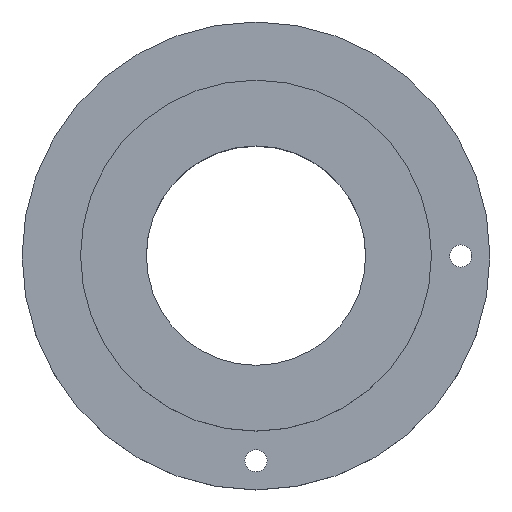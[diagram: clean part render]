
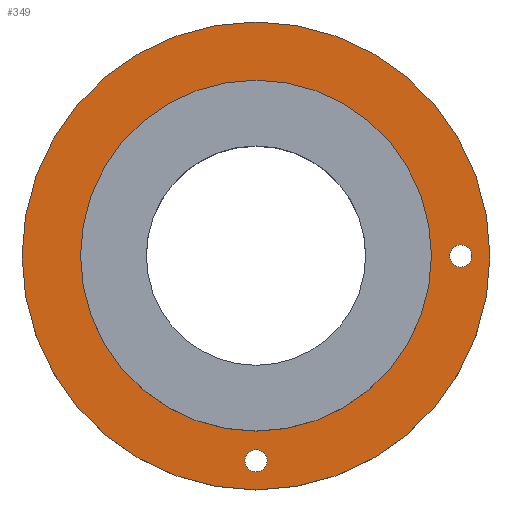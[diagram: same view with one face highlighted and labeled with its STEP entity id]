
A CAD part, top view. The second image highlights one B-rep face of the part: STEP entity #349.
In plain terms, the highlighted planar face has unit normal (0, 0, 1).
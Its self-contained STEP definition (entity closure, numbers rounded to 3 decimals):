
#142=CARTESIAN_POINT('POINT11',(0.19,-3.5,-1.195));
#143=VERTEX_POINT('VERTEX11',#142);
#152=CARTESIAN_POINT('POINT13',(-0.19,-3.5,-1.195));
#153=VERTEX_POINT('VERTEX13',#152);
#154=CARTESIAN_POINT('POS15',(0.,-3.5,-1.195));
#155=DIRECTION('DIR24',(0.,0.,-1.));
#156=DIRECTION('DIR25',(-1.,0.,0.));
#157=AXIS2_PLACEMENT_3D('AXIS10',#154,#155,#156);
#158=CIRCLE('ELLIPSE6',#157,0.19);
#159=EDGE_CURVE('EDGE16',#153,#143,#158,.T.);
#188=EDGE_CURVE('EDGE20',#143,#153,#158,.T.);
#193=CARTESIAN_POINT('POINT15',(2.,0.,-1.195));
#194=VERTEX_POINT('VERTEX15',#193);
#201=CARTESIAN_POINT('POINT16',(-2.,0.,
   -1.195));
#202=VERTEX_POINT('VERTEX16',#201);
#203=CARTESIAN_POINT('POS20',(0.,0.,-1.195));
#204=DIRECTION('DIR32',(0.,0.,-1.));
#205=DIRECTION('DIR33',(-1.,0.,0.));
#206=AXIS2_PLACEMENT_3D('AXIS13',#203,#204,#205);
#207=CIRCLE('ELLIPSE8',#206,2.);
#208=EDGE_CURVE('EDGE22',#202,#194,#207,.T.);
#228=EDGE_CURVE('EDGE24',#194,#202,#207,.T.);
#233=CARTESIAN_POINT('POINT17',(4.,0.,-1.195));
#234=VERTEX_POINT('VERTEX17',#233);
#243=CARTESIAN_POINT('POINT19',(-4.,0.,
   -1.195));
#244=VERTEX_POINT('VERTEX19',#243);
#245=CARTESIAN_POINT('POS24',(0.,0.,-1.195));
#246=DIRECTION('DIR38',(0.,0.,1.));
#247=DIRECTION('DIR39',(-1.,0.,0.));
#248=AXIS2_PLACEMENT_3D('AXIS15',#245,#246,#247);
#249=CIRCLE('ELLIPSE9',#248,4.);
#250=EDGE_CURVE('EDGE26',#244,#234,#249,.T.);
#279=EDGE_CURVE('EDGE30',#234,#244,#249,.T.);
#317=ORIENTED_EDGE('COEDGE57',*,*,#279,.T.);
#318=ORIENTED_EDGE('COEDGE58',*,*,#250,.T.);
#319=EDGE_LOOP('NONE',(#317,#318));
#320=FACE_BOUND('LOOP1',#319,.T.);
#321=ORIENTED_EDGE('COEDGE59',*,*,#228,.T.);
#322=ORIENTED_EDGE('COEDGE60',*,*,#208,.T.);
#323=EDGE_LOOP('NONE',(#321,#322));
#324=FACE_BOUND('LOOP1',#323,.T.);
#325=ORIENTED_EDGE('COEDGE61',*,*,#188,.T.);
#326=ORIENTED_EDGE('COEDGE62',*,*,#159,.T.);
#327=EDGE_LOOP('NONE',(#325,#326));
#328=FACE_BOUND('LOOP1',#327,.T.);
#329=CARTESIAN_POINT('POINT23',(3.69,0.,-1.195));
#330=VERTEX_POINT('VERTEX23',#329);
#331=CARTESIAN_POINT('POINT24',(3.31,0.,
   -1.195));
#332=VERTEX_POINT('VERTEX24',#331);
#333=CARTESIAN_POINT('POS30',(3.5,0.,-1.195));
#334=DIRECTION('DIR49',(0.,0.,-1.));
#335=DIRECTION('DIR50',(-1.,0.,0.));
#336=AXIS2_PLACEMENT_3D('AXIS20',#333,#334,#335);
#337=CIRCLE('ELLIPSE12',#336,0.19);
#338=EDGE_CURVE('EDGE33',#330,#332,#337,.T.);
#339=ORIENTED_EDGE('COEDGE63',*,*,#338,.T.);
#340=EDGE_CURVE('EDGE34',#332,#330,#337,.T.);
#341=ORIENTED_EDGE('COEDGE64',*,*,#340,.T.);
#342=EDGE_LOOP('NONE',(#339,#341));
#343=FACE_BOUND('LOOP1',#342,.T.);
#344=CARTESIAN_POINT('POS31',(0.,0.,-1.195));
#345=DIRECTION('DIR51',(0.,0.,-1.));
#346=DIRECTION('DIR52',(1.,0.,0.));
#347=AXIS2_PLACEMENT_3D('AXIS21',#344,#345,#346);
#348=PLANE('PLANE4',#347);
#349=ADVANCED_FACE('FACE14',(#320,#324,#328,#343),#348,.F.);
